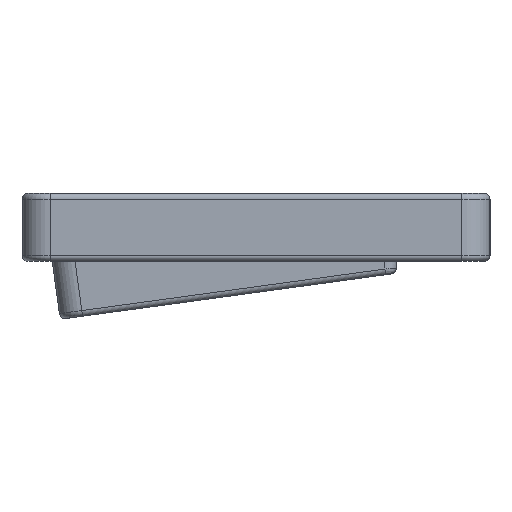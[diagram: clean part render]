
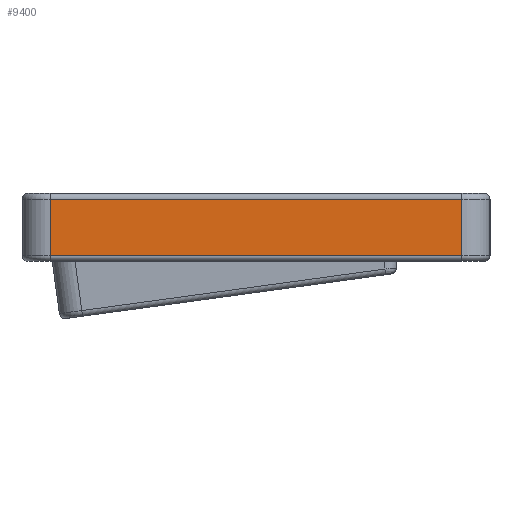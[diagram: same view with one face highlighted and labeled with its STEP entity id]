
A CAD part, left-side view. The second image highlights one B-rep face of the part: STEP entity #9400.
In plain terms, the highlighted planar face has unit normal (-1, 0, 0).
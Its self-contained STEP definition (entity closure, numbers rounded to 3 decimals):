
#9342=CARTESIAN_POINT('',(27.098,19.45,11.3));
#9343=VERTEX_POINT('',#9342);
#9344=CARTESIAN_POINT('',(27.098,19.45,1.3));
#9345=VERTEX_POINT('',#9344);
#9346=CARTESIAN_POINT('',(27.098,19.45,11.3));
#9347=DIRECTION('',(0.,0.,-1.));
#9348=VECTOR('',#9347,10.);
#9349=LINE('',#9346,#9348);
#9350=EDGE_CURVE('',#9343,#9345,#9349,.T.);
#9370=CARTESIAN_POINT('',(27.098,55.85,3.3));
#9371=DIRECTION('',(-1.,0.,0.));
#9372=DIRECTION('',(0.,0.,1.));
#9373=AXIS2_PLACEMENT_3D('',#9370,#9371,#9372);
#9374=PLANE('',#9373);
#9375=CARTESIAN_POINT('',(27.098,92.25,11.3));
#9376=VERTEX_POINT('',#9375);
#9377=CARTESIAN_POINT('',(27.098,92.25,1.3));
#9378=VERTEX_POINT('',#9377);
#9379=CARTESIAN_POINT('',(27.098,92.25,11.3));
#9380=DIRECTION('',(-0.,-0.,-1.));
#9381=VECTOR('',#9380,10.);
#9382=LINE('',#9379,#9381);
#9383=EDGE_CURVE('',#9376,#9378,#9382,.T.);
#9384=ORIENTED_EDGE('',*,*,#9383,.T.);
#9385=CARTESIAN_POINT('',(27.098,92.25,1.3));
#9386=DIRECTION('',(-0.,-1.,-0.));
#9387=VECTOR('',#9386,72.8);
#9388=LINE('',#9385,#9387);
#9389=EDGE_CURVE('',#9378,#9345,#9388,.T.);
#9390=ORIENTED_EDGE('',*,*,#9389,.T.);
#9391=ORIENTED_EDGE('',*,*,#9350,.F.);
#9392=CARTESIAN_POINT('',(27.098,19.45,11.3));
#9393=DIRECTION('',(0.,1.,0.));
#9394=VECTOR('',#9393,72.8);
#9395=LINE('',#9392,#9394);
#9396=EDGE_CURVE('',#9343,#9376,#9395,.T.);
#9397=ORIENTED_EDGE('',*,*,#9396,.T.);
#9398=EDGE_LOOP('',(#9384,#9390,#9391,#9397));
#9399=FACE_BOUND('',#9398,.T.);
#9400=ADVANCED_FACE('',(#9399),#9374,.T.);
